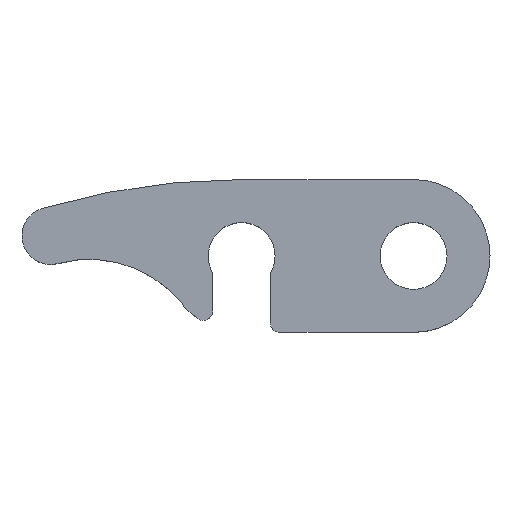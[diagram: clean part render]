
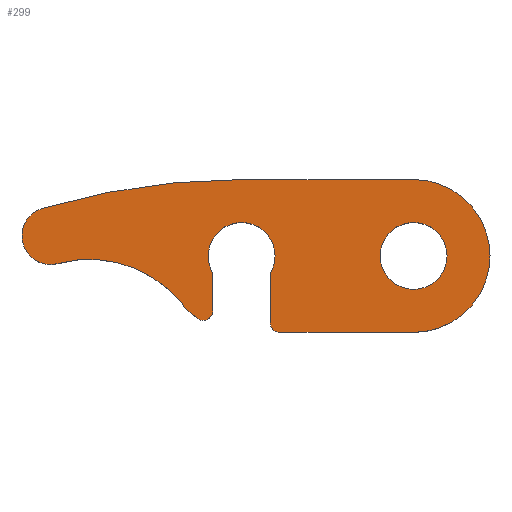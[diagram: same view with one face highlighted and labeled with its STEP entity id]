
A CAD part, top view. The second image highlights one B-rep face of the part: STEP entity #299.
In plain terms, the highlighted planar face has unit normal (0, 0, 1).
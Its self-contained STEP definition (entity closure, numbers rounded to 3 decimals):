
#4 = VERTEX_POINT ( 'NONE', #398 ) ;
#11 = ORIENTED_EDGE ( 'NONE', *, *, #409, .T. ) ;
#14 = DIRECTION ( 'NONE',  ( 0., 0., -1. ) ) ;
#17 = DIRECTION ( 'NONE',  ( 0., 0., 1. ) ) ;
#21 = DIRECTION ( 'NONE',  ( 1., 0., 0. ) ) ;
#26 = CIRCLE ( 'NONE', #597, 1.75 ) ;
#28 = EDGE_CURVE ( 'NONE', #309, #199, #394, .T. ) ;
#35 = DIRECTION ( 'NONE',  ( 0., 0., 1. ) ) ;
#44 = EDGE_CURVE ( 'NONE', #338, #248, #94, .T. ) ;
#53 = DIRECTION ( 'NONE',  ( -1., 0., 0. ) ) ;
#59 = VERTEX_POINT ( 'NONE', #135 ) ;
#60 = CARTESIAN_POINT ( 'NONE',  ( -125.102, -450., 3. ) ) ;
#61 = AXIS2_PLACEMENT_3D ( 'NONE', #267, #631, #428 ) ;
#74 = ORIENTED_EDGE ( 'NONE', *, *, #493, .T. ) ;
#75 = AXIS2_PLACEMENT_3D ( 'NONE', #304, #203, #53 ) ;
#84 = LINE ( 'NONE', #391, #204 ) ;
#93 = DIRECTION ( 'NONE',  ( 1., 0., 0. ) ) ;
#94 = LINE ( 'NONE', #179, #544 ) ;
#100 = CIRCLE ( 'NONE', #512, 1.75 ) ;
#103 = CARTESIAN_POINT ( 'NONE',  ( -132.352, -446., 3. ) ) ;
#109 = ORIENTED_EDGE ( 'NONE', *, *, #366, .F. ) ;
#112 = CARTESIAN_POINT ( 'NONE',  ( -140.32, -456.39, 3. ) ) ;
#119 = EDGE_CURVE ( 'NONE', #611, #247, #513, .T. ) ;
#135 = CARTESIAN_POINT ( 'NONE',  ( -135.472, -452.502, 3. ) ) ;
#137 = CARTESIAN_POINT ( 'NONE',  ( -123.352, -450., 3. ) ) ;
#140 = AXIS2_PLACEMENT_3D ( 'NONE', #323, #17, #172 ) ;
#142 = VERTEX_POINT ( 'NONE', #389 ) ;
#156 = DIRECTION ( 'NONE',  ( 1., 0., 0. ) ) ;
#158 = CIRCLE ( 'NONE', #383, 0.5 ) ;
#160 = EDGE_CURVE ( 'NONE', #309, #384, #282, .T. ) ;
#165 = DIRECTION ( 'NONE',  ( 0., 0., 1. ) ) ;
#171 = ORIENTED_EDGE ( 'NONE', *, *, #570, .T. ) ;
#172 = DIRECTION ( 'NONE',  ( 1., 0., 0. ) ) ;
#175 = FACE_OUTER_BOUND ( 'NONE', #501, .T. ) ;
#177 = EDGE_LOOP ( 'NONE', ( #109, #266 ) ) ;
#179 = CARTESIAN_POINT ( 'NONE',  ( -123.352, -446., 3. ) ) ;
#181 = CIRCLE ( 'NONE', #311, 6.214 ) ;
#187 = ORIENTED_EDGE ( 'NONE', *, *, #28, .T. ) ;
#196 = ORIENTED_EDGE ( 'NONE', *, *, #342, .F. ) ;
#199 = VERTEX_POINT ( 'NONE', #504 ) ;
#203 = DIRECTION ( 'NONE',  ( 0., 0., 1. ) ) ;
#204 = VECTOR ( 'NONE', #444, 1000. ) ;
#213 = AXIS2_PLACEMENT_3D ( 'NONE', #343, #293, #93 ) ;
#217 = CARTESIAN_POINT ( 'NONE',  ( -134.102, -450., 3. ) ) ;
#223 = AXIS2_PLACEMENT_3D ( 'NONE', #346, #35, #528 ) ;
#229 = DIRECTION ( 'NONE',  ( 1., 0., 0. ) ) ;
#237 = VERTEX_POINT ( 'NONE', #362 ) ;
#239 = VERTEX_POINT ( 'NONE', #369 ) ;
#246 = CARTESIAN_POINT ( 'NONE',  ( -133.852, -452.872, 3. ) ) ;
#247 = VERTEX_POINT ( 'NONE', #305 ) ;
#248 = VERTEX_POINT ( 'NONE', #103 ) ;
#253 = DIRECTION ( 'NONE',  ( 1., 0., 0. ) ) ;
#255 = AXIS2_PLACEMENT_3D ( 'NONE', #377, #264, #156 ) ;
#256 = DIRECTION ( 'NONE',  ( 1., 0., 0. ) ) ;
#258 = CARTESIAN_POINT ( 'NONE',  ( -132.352, -450., 3. ) ) ;
#259 = CIRCLE ( 'NONE', #459, 4. ) ;
#264 = DIRECTION ( 'NONE',  ( 0., 0., 1. ) ) ;
#265 = ORIENTED_EDGE ( 'NONE', *, *, #119, .F. ) ;
#266 = ORIENTED_EDGE ( 'NONE', *, *, #557, .F. ) ;
#267 = CARTESIAN_POINT ( 'NONE',  ( -142.352, -448.949, 3. ) ) ;
#272 = DIRECTION ( 'NONE',  ( 0., 0., 1. ) ) ;
#275 = DIRECTION ( 'NONE',  ( 1., 0., 0. ) ) ;
#278 = CARTESIAN_POINT ( 'NONE',  ( -123.352, -454., 3. ) ) ;
#282 = LINE ( 'NONE', #500, #301 ) ;
#284 = ORIENTED_EDGE ( 'NONE', *, *, #581, .F. ) ;
#293 = DIRECTION ( 'NONE',  ( 0., 0., 1. ) ) ;
#299 = ADVANCED_FACE ( 'NONE', ( #175, #445 ), #603, .T. ) ;
#301 = VECTOR ( 'NONE', #352, 1000. ) ;
#303 = EDGE_CURVE ( 'NONE', #248, #326, #593, .T. ) ;
#304 = CARTESIAN_POINT ( 'NONE',  ( -132.352, -482.742, 3. ) ) ;
#305 = CARTESIAN_POINT ( 'NONE',  ( -133.852, -450.901, 3. ) ) ;
#307 = DIRECTION ( 'NONE',  ( 0., 0., 1. ) ) ;
#309 = VERTEX_POINT ( 'NONE', #561 ) ;
#311 = AXIS2_PLACEMENT_3D ( 'NONE', #112, #14, #256 ) ;
#313 = CARTESIAN_POINT ( 'NONE',  ( -123.352, -446., 3. ) ) ;
#315 = CIRCLE ( 'NONE', #546, 4. ) ;
#323 = CARTESIAN_POINT ( 'NONE',  ( -123.352, -450., 3. ) ) ;
#324 = VERTEX_POINT ( 'NONE', #246 ) ;
#326 = VERTEX_POINT ( 'NONE', #599 ) ;
#329 = CARTESIAN_POINT ( 'NONE',  ( -132.352, -450., 3. ) ) ;
#331 = LINE ( 'NONE', #278, #390 ) ;
#338 = VERTEX_POINT ( 'NONE', #313 ) ;
#339 = ORIENTED_EDGE ( 'NONE', *, *, #44, .T. ) ;
#342 = EDGE_CURVE ( 'NONE', #384, #360, #26, .T. ) ;
#343 = CARTESIAN_POINT ( 'NONE',  ( -132.352, -450., 3. ) ) ;
#345 = CIRCLE ( 'NONE', #61, 1.5 ) ;
#346 = CARTESIAN_POINT ( 'NONE',  ( -130.352, -453.5, 3. ) ) ;
#352 = DIRECTION ( 'NONE',  ( 0., 1., 0. ) ) ;
#359 = ORIENTED_EDGE ( 'NONE', *, *, #361, .T. ) ;
#360 = VERTEX_POINT ( 'NONE', #612 ) ;
#361 = EDGE_CURVE ( 'NONE', #237, #59, #181, .T. ) ;
#362 = CARTESIAN_POINT ( 'NONE',  ( -141.956, -450.396, 3. ) ) ;
#366 = EDGE_CURVE ( 'NONE', #239, #430, #419, .T. ) ;
#369 = CARTESIAN_POINT ( 'NONE',  ( -121.602, -450., 3. ) ) ;
#374 = DIRECTION ( 'NONE',  ( 0., 0., 1. ) ) ;
#377 = CARTESIAN_POINT ( 'NONE',  ( -123.352, -450., 3. ) ) ;
#383 = AXIS2_PLACEMENT_3D ( 'NONE', #473, #165, #523 ) ;
#384 = VERTEX_POINT ( 'NONE', #609 ) ;
#389 = CARTESIAN_POINT ( 'NONE',  ( -123.352, -454., 3. ) ) ;
#390 = VECTOR ( 'NONE', #21, 1000. ) ;
#391 = CARTESIAN_POINT ( 'NONE',  ( -133.852, -450.901, 3. ) ) ;
#394 = CIRCLE ( 'NONE', #223, 0.5 ) ;
#398 = CARTESIAN_POINT ( 'NONE',  ( -134.637, -453.283, 3. ) ) ;
#409 = EDGE_CURVE ( 'NONE', #59, #4, #259, .T. ) ;
#410 = ORIENTED_EDGE ( 'NONE', *, *, #613, .T. ) ;
#413 = DIRECTION ( 'NONE',  ( 1., 0., 0. ) ) ;
#415 = ORIENTED_EDGE ( 'NONE', *, *, #160, .F. ) ;
#417 = ORIENTED_EDGE ( 'NONE', *, *, #303, .T. ) ;
#419 = CIRCLE ( 'NONE', #255, 1.75 ) ;
#425 = AXIS2_PLACEMENT_3D ( 'NONE', #661, #307, #413 ) ;
#428 = DIRECTION ( 'NONE',  ( -1., 0., 0. ) ) ;
#430 = VERTEX_POINT ( 'NONE', #60 ) ;
#444 = DIRECTION ( 'NONE',  ( 0., -1., 0. ) ) ;
#445 = FACE_BOUND ( 'NONE', #177, .T. ) ;
#459 = AXIS2_PLACEMENT_3D ( 'NONE', #571, #519, #253 ) ;
#473 = CARTESIAN_POINT ( 'NONE',  ( -134.352, -452.872, 3. ) ) ;
#488 = DIRECTION ( 'NONE',  ( 0., 0., 1. ) ) ;
#493 = EDGE_CURVE ( 'NONE', #4, #324, #158, .T. ) ;
#500 = CARTESIAN_POINT ( 'NONE',  ( -130.852, -450.901, 3. ) ) ;
#501 = EDGE_LOOP ( 'NONE', ( #415, #187, #171, #410, #339, #417, #620, #359, #11, #74, #637, #265, #284, #196 ) ) ;
#504 = CARTESIAN_POINT ( 'NONE',  ( -130.352, -454., 3. ) ) ;
#512 = AXIS2_PLACEMENT_3D ( 'NONE', #329, #272, #275 ) ;
#513 = CIRCLE ( 'NONE', #213, 1.75 ) ;
#516 = DIRECTION ( 'NONE',  ( 1., 0., 0. ) ) ;
#519 = DIRECTION ( 'NONE',  ( 0., 0., 1. ) ) ;
#523 = DIRECTION ( 'NONE',  ( 1., 0., 0. ) ) ;
#524 = EDGE_CURVE ( 'NONE', #326, #237, #345, .T. ) ;
#528 = DIRECTION ( 'NONE',  ( 1., 0., 0. ) ) ;
#532 = DIRECTION ( 'NONE',  ( -1., 0., 0. ) ) ;
#544 = VECTOR ( 'NONE', #532, 1000. ) ;
#546 = AXIS2_PLACEMENT_3D ( 'NONE', #137, #488, #229 ) ;
#557 = EDGE_CURVE ( 'NONE', #430, #239, #572, .T. ) ;
#561 = CARTESIAN_POINT ( 'NONE',  ( -130.852, -453.5, 3. ) ) ;
#570 = EDGE_CURVE ( 'NONE', #199, #142, #331, .T. ) ;
#571 = CARTESIAN_POINT ( 'NONE',  ( -132.352, -450., 3. ) ) ;
#572 = CIRCLE ( 'NONE', #140, 1.75 ) ;
#581 = EDGE_CURVE ( 'NONE', #360, #611, #100, .T. ) ;
#593 = CIRCLE ( 'NONE', #75, 36.742 ) ;
#597 = AXIS2_PLACEMENT_3D ( 'NONE', #258, #374, #516 ) ;
#599 = CARTESIAN_POINT ( 'NONE',  ( -142.777, -447.51, 3. ) ) ;
#603 = PLANE ( 'NONE',  #425 ) ;
#609 = CARTESIAN_POINT ( 'NONE',  ( -130.852, -450.901, 3. ) ) ;
#611 = VERTEX_POINT ( 'NONE', #217 ) ;
#612 = CARTESIAN_POINT ( 'NONE',  ( -130.602, -450., 3. ) ) ;
#613 = EDGE_CURVE ( 'NONE', #142, #338, #315, .T. ) ;
#620 = ORIENTED_EDGE ( 'NONE', *, *, #524, .T. ) ;
#626 = EDGE_CURVE ( 'NONE', #247, #324, #84, .T. ) ;
#631 = DIRECTION ( 'NONE',  ( 0., 0., 1. ) ) ;
#637 = ORIENTED_EDGE ( 'NONE', *, *, #626, .F. ) ;
#661 = CARTESIAN_POINT ( 'NONE',  ( -123.352, -450., 3. ) ) ;
